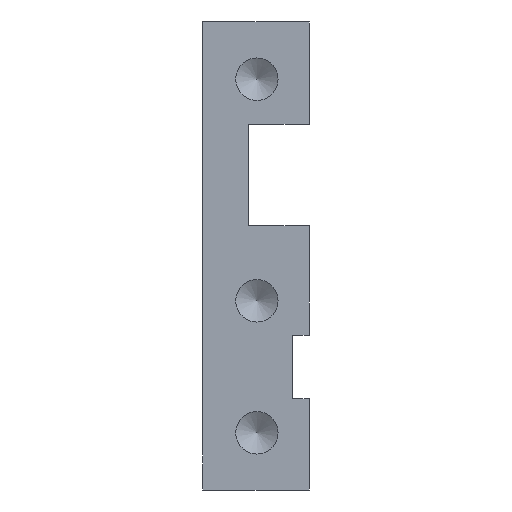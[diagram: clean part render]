
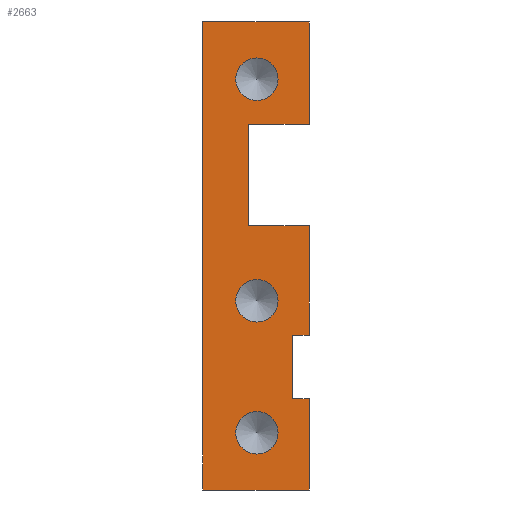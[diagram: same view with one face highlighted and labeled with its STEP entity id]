
A CAD part, front view. The second image highlights one B-rep face of the part: STEP entity #2663.
In plain terms, the highlighted planar face has unit normal (0, -1, 0).
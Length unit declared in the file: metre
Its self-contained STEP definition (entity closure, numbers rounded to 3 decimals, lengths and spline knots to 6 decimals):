
#144=LINE('',#4115,#404);
#150=LINE('',#4129,#410);
#152=LINE('',#4139,#412);
#155=LINE('',#4145,#415);
#158=LINE('',#4151,#418);
#161=LINE('',#4157,#421);
#164=LINE('',#4163,#424);
#169=LINE('',#4173,#429);
#174=LINE('',#4194,#434);
#175=LINE('',#4196,#435);
#176=LINE('',#4197,#436);
#177=LINE('',#4199,#437);
#404=VECTOR('',#3235,1.);
#410=VECTOR('',#3243,1.);
#412=VECTOR('',#3253,1.);
#415=VECTOR('',#3258,1.);
#418=VECTOR('',#3263,1.);
#421=VECTOR('',#3268,1.);
#424=VECTOR('',#3273,1.);
#429=VECTOR('',#3280,1.);
#434=VECTOR('',#3301,1.);
#435=VECTOR('',#3302,1.);
#436=VECTOR('',#3303,1.);
#437=VECTOR('',#3304,1.);
#746=ORIENTED_EDGE('',*,*,#1492,.T.);
#747=ORIENTED_EDGE('',*,*,#1493,.T.);
#748=ORIENTED_EDGE('',*,*,#1494,.T.);
#749=ORIENTED_EDGE('',*,*,#1495,.F.);
#750=ORIENTED_EDGE('',*,*,#1484,.T.);
#751=ORIENTED_EDGE('',*,*,#1496,.T.);
#752=ORIENTED_EDGE('',*,*,#1456,.T.);
#753=ORIENTED_EDGE('',*,*,#1467,.T.);
#754=ORIENTED_EDGE('',*,*,#1470,.T.);
#755=ORIENTED_EDGE('',*,*,#1473,.T.);
#756=ORIENTED_EDGE('',*,*,#1476,.T.);
#757=ORIENTED_EDGE('',*,*,#1479,.T.);
#758=ORIENTED_EDGE('',*,*,#1462,.T.);
#759=ORIENTED_EDGE('',*,*,#1497,.T.);
#760=ORIENTED_EDGE('',*,*,#1498,.F.);
#1456=EDGE_CURVE('',#1836,#1837,#144,.T.);
#1462=EDGE_CURVE('',#1843,#1842,#150,.T.);
#1467=EDGE_CURVE('',#1837,#1847,#152,.T.);
#1470=EDGE_CURVE('',#1847,#1849,#155,.T.);
#1473=EDGE_CURVE('',#1849,#1851,#158,.T.);
#1476=EDGE_CURVE('',#1851,#1853,#161,.T.);
#1479=EDGE_CURVE('',#1853,#1843,#164,.T.);
#1484=EDGE_CURVE('',#1856,#1858,#169,.T.);
#1492=EDGE_CURVE('',#1864,#1864,#2062,.T.);
#1493=EDGE_CURVE('',#1865,#1865,#2063,.T.);
#1494=EDGE_CURVE('',#1866,#1866,#2064,.T.);
#1495=EDGE_CURVE('',#1856,#1867,#174,.T.);
#1496=EDGE_CURVE('',#1858,#1836,#175,.T.);
#1497=EDGE_CURVE('',#1842,#1868,#176,.T.);
#1498=EDGE_CURVE('',#1867,#1868,#177,.T.);
#1836=VERTEX_POINT('',#4116);
#1837=VERTEX_POINT('',#4117);
#1842=VERTEX_POINT('',#4128);
#1843=VERTEX_POINT('',#4130);
#1847=VERTEX_POINT('',#4140);
#1849=VERTEX_POINT('',#4146);
#1851=VERTEX_POINT('',#4152);
#1853=VERTEX_POINT('',#4158);
#1856=VERTEX_POINT('',#4168);
#1858=VERTEX_POINT('',#4172);
#1864=VERTEX_POINT('',#4189);
#1865=VERTEX_POINT('',#4191);
#1866=VERTEX_POINT('',#4193);
#1867=VERTEX_POINT('',#4195);
#1868=VERTEX_POINT('',#4198);
#2062=CIRCLE('',#2889,0.002184);
#2063=CIRCLE('',#2890,0.002184);
#2064=CIRCLE('',#2891,0.002184);
#2167=EDGE_LOOP('',(#746));
#2168=EDGE_LOOP('',(#747));
#2169=EDGE_LOOP('',(#748));
#2170=EDGE_LOOP('',(#749,#750,#751,#752,#753,#754,#755,#756,#757,#758,#759,
#760));
#2373=FACE_BOUND('',#2167,.T.);
#2374=FACE_BOUND('',#2168,.T.);
#2375=FACE_BOUND('',#2169,.T.);
#2376=FACE_BOUND('',#2170,.T.);
#2577=PLANE('',#2888);
#2663=ADVANCED_FACE('',(#2373,#2374,#2375,#2376),#2577,.T.);
#2888=AXIS2_PLACEMENT_3D('',#4187,#3293,#3294);
#2889=AXIS2_PLACEMENT_3D('',#4188,#3295,#3296);
#2890=AXIS2_PLACEMENT_3D('',#4190,#3297,#3298);
#2891=AXIS2_PLACEMENT_3D('',#4192,#3299,#3300);
#3235=DIRECTION('',(0.,0.,-1.));
#3243=DIRECTION('',(0.,0.,1.));
#3253=DIRECTION('',(1.,0.,0.));
#3258=DIRECTION('',(0.,0.,1.));
#3263=DIRECTION('',(-1.,0.,0.));
#3268=DIRECTION('',(0.,0.,1.));
#3273=DIRECTION('',(1.,0.,0.));
#3280=DIRECTION('',(0.,0.,1.));
#3293=DIRECTION('',(0.,-1.,0.));
#3294=DIRECTION('',(1.,0.,0.));
#3295=DIRECTION('',(0.,1.,0.));
#3296=DIRECTION('',(0.,0.,1.));
#3297=DIRECTION('',(0.,1.,0.));
#3298=DIRECTION('',(0.,0.,1.));
#3299=DIRECTION('',(0.,1.,0.));
#3300=DIRECTION('',(0.,0.,1.));
#3301=DIRECTION('',(-1.,0.,0.));
#3302=DIRECTION('',(-1.,0.,0.));
#3303=DIRECTION('',(-1.,0.,0.));
#3304=DIRECTION('',(0.,0.,-1.));
#4115=CARTESIAN_POINT('',(-0.005493,0.,0.));
#4116=CARTESIAN_POINT('',(-0.005493,0.,0.03556));
#4117=CARTESIAN_POINT('',(-0.005493,0.,-0.0127));
#4128=CARTESIAN_POINT('',(0.005493,0.,0.01454));
#4129=CARTESIAN_POINT('',(0.005493,0.,0.007988));
#4130=CARTESIAN_POINT('',(0.005493,0.,0.003277));
#4139=CARTESIAN_POINT('',(0.,0.,-0.0127));
#4140=CARTESIAN_POINT('',(0.005493,0.,-0.0127));
#4145=CARTESIAN_POINT('',(0.005493,0.,-0.007988));
#4146=CARTESIAN_POINT('',(0.005493,0.,-0.003277));
#4151=CARTESIAN_POINT('',(0.004629,0.,-0.003277));
#4152=CARTESIAN_POINT('',(0.003766,0.,-0.003277));
#4157=CARTESIAN_POINT('',(0.003766,0.,0.));
#4158=CARTESIAN_POINT('',(0.003766,0.,0.003277));
#4163=CARTESIAN_POINT('',(0.004629,0.,0.003277));
#4168=CARTESIAN_POINT('',(0.005493,0.,0.02503));
#4172=CARTESIAN_POINT('',(0.005493,0.,0.03556));
#4173=CARTESIAN_POINT('',(0.005493,0.,0.007988));
#4187=CARTESIAN_POINT('',(0.,0.,0.));
#4188=CARTESIAN_POINT('',(0.000095,0.,0.029667));
#4189=CARTESIAN_POINT('',(0.000095,0.,0.031852));
#4190=CARTESIAN_POINT('',(0.000095,0.,-0.006807));
#4191=CARTESIAN_POINT('',(0.000095,0.,-0.004623));
#4192=CARTESIAN_POINT('',(0.000095,0.,0.006807));
#4193=CARTESIAN_POINT('',(0.000095,0.,0.008992));
#4194=CARTESIAN_POINT('',(0.002365,0.,0.02503));
#4195=CARTESIAN_POINT('',(-0.000762,0.,0.02503));
#4196=CARTESIAN_POINT('',(0.,0.,0.03556));
#4197=CARTESIAN_POINT('',(0.002365,0.,0.01454));
#4198=CARTESIAN_POINT('',(-0.000762,0.,0.01454));
#4199=CARTESIAN_POINT('',(-0.000762,0.,0.019785));
